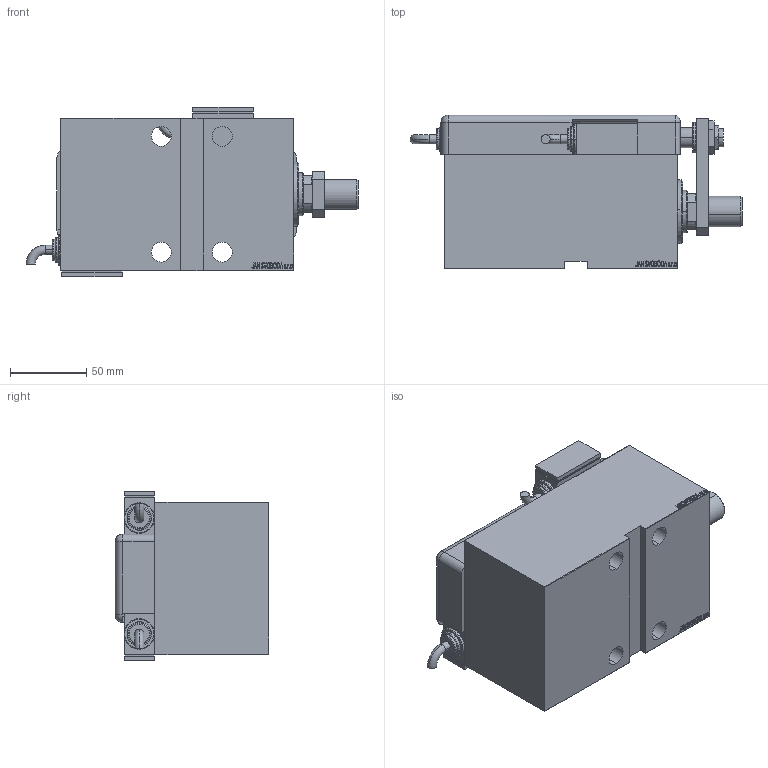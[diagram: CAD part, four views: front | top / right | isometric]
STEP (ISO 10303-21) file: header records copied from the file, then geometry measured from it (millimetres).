
FILE_DESCRIPTION (( 'STEP AP203' ), '1' );
FILE_NAME ('61ef.STEP', '2022-04-17T02:09:54', ( '' ), ( '' ), 'SwSTEP 2.0', 'SolidWorks 2019', '' );
FILE_SCHEMA (( 'CONFIG_CONTROL_DESIGN' ));
Length unit declared in the file: millimetre
Products named in the file (14): V450CM_G_VCP da9961cec9027f12e1ea3f2c5225802e; NUT_D13 da9961cec9027f12e1ea3f2c5225802e; ZARAZKA_Q da9961cec9027f12e1ea3f2c5225802e; V450CM_G_Body da9961cec9027f12e1ea3f2c5225802e; SWITCH DIM A_G da9961cec9027f12e1ea3f2c5225802e; KRYT da9961cec9027f12e1ea3f2c5225802e; MAGNETIC SWITCH Q da9961cec9027f12e1ea3f2c5225802e; NUT_D19 da9961cec9027f12e1ea3f2c5225802e; SWITCH_Q_FRONT_BACK da9961cec9027f12e1ea3f2c5225802e; TYC da9961cec9027f12e1ea3f2c5225802e; V450CM_MALE_METRIC da9961cec9027f12e1ea3f2c5225802e; SWITCH Q da9961cec9027f12e1ea3f2c5225802e; 61ef; V450CM_VC_G da9961cec9027f12e1ea3f2c5225802e
Assembly tree (14 placements, depth 3):
  61ef
    V450CM_G_Body da9961cec9027f12e1ea3f2c5225802e
    V450CM_G_VCP da9961cec9027f12e1ea3f2c5225802e
    V450CM_VC_G da9961cec9027f12e1ea3f2c5225802e
    MAGNETIC SWITCH Q da9961cec9027f12e1ea3f2c5225802e
      SWITCH_Q_FRONT_BACK da9961cec9027f12e1ea3f2c5225802e
      TYC da9961cec9027f12e1ea3f2c5225802e
      ZARAZKA_Q da9961cec9027f12e1ea3f2c5225802e
      SWITCH DIM A_G da9961cec9027f12e1ea3f2c5225802e
      NUT_D19 da9961cec9027f12e1ea3f2c5225802e
      NUT_D13 da9961cec9027f12e1ea3f2c5225802e
      KRYT da9961cec9027f12e1ea3f2c5225802e
      SWITCH Q da9961cec9027f12e1ea3f2c5225802e  x2
    V450CM_MALE_METRIC da9961cec9027f12e1ea3f2c5225802e
Bounding box: 217.76 x 100.8 x 111 mm (x, y, z)
Volume: 1116685.9 mm3; surface area: 204544.2 mm2
Topology: 14 solids, 14 shells, 1256 faces, 3180 edges, 2099 vertices
Faces by surface type: plane 622, bspline 471, cylinder 111, cone 26, torus 24, sphere 2
Entity records: 59376 total; most frequent: CARTESIAN_POINT 31482, ORIENTED_EDGE 6164, DIRECTION 3920, EDGE_CURVE 3082, VERTEX_POINT 2039, VECTOR 1842, LINE 1842, EDGE_LOOP 1387
